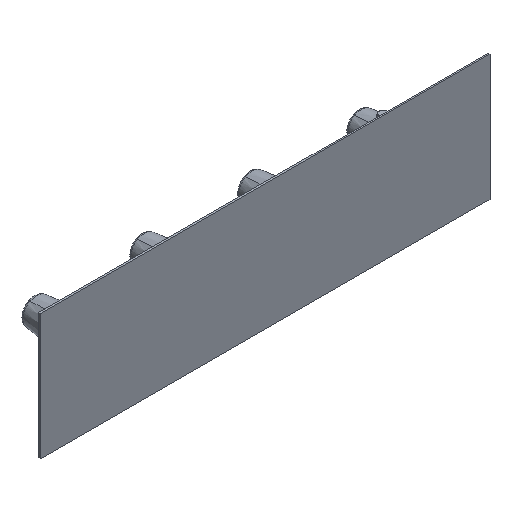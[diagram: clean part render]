
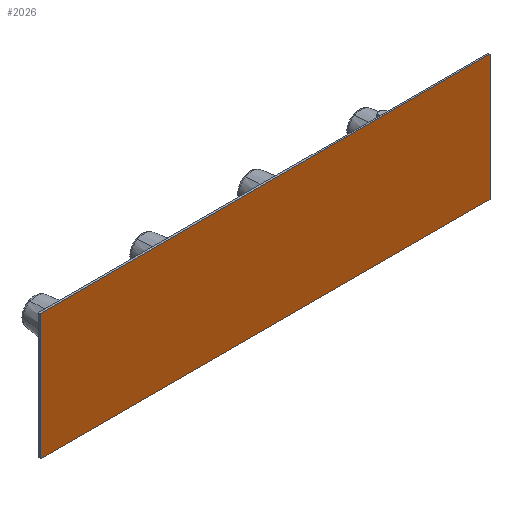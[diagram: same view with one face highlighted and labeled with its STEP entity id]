
A CAD part, isometric view. The second image highlights one B-rep face of the part: STEP entity #2026.
In plain terms, the highlighted planar face has unit normal (0, -1, 0).
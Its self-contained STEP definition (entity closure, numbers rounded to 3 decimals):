
#1421=CARTESIAN_POINT('Vertex',(70.,57.,-70.)) ;
#1424=CARTESIAN_POINT('Line Origine',(-180.,57.,-70.)) ;
#1428=CARTESIAN_POINT('Vertex',(-430.,57.,-70.)) ;
#1452=CARTESIAN_POINT('Vertex',(70.,57.,70.)) ;
#1455=CARTESIAN_POINT('Line Origine',(70.,57.,0.)) ;
#1472=CARTESIAN_POINT('Line Origine',(-180.,57.,70.)) ;
#1476=CARTESIAN_POINT('Vertex',(-430.,57.,70.)) ;
#2010=CARTESIAN_POINT('Axis2P3D Location',(-190.,57.,-70.)) ;
#2015=CARTESIAN_POINT('Line Origine',(-430.,57.,0.)) ;
#1425=DIRECTION('Vector Direction',(1.,0.,0.)) ;
#1456=DIRECTION('Vector Direction',(0.,0.,1.)) ;
#1473=DIRECTION('Vector Direction',(-1.,0.,0.)) ;
#2011=DIRECTION('Axis2P3D Direction',(0.,-1.,0.)) ;
#2012=DIRECTION('Axis2P3D XDirection',(1.,0.,0.)) ;
#2016=DIRECTION('Vector Direction',(0.,0.,-1.)) ;
#2013=AXIS2_PLACEMENT_3D('Plane Axis2P3D',#2010,#2011,#2012) ;
#2021=ORIENTED_EDGE('',*,*,#1478,.T.) ;
#2022=ORIENTED_EDGE('',*,*,#2019,.T.) ;
#2023=ORIENTED_EDGE('',*,*,#1430,.T.) ;
#2024=ORIENTED_EDGE('',*,*,#1459,.T.) ;
#1426=VECTOR('Line Direction',#1425,1.) ;
#1457=VECTOR('Line Direction',#1456,1.) ;
#1474=VECTOR('Line Direction',#1473,1.) ;
#2017=VECTOR('Line Direction',#2016,1.) ;
#2026=ADVANCED_FACE('PartBody',(#2025),#2014,.T.) ;
#1430=EDGE_CURVE('',#1429,#1422,#1427,.T.) ;
#1459=EDGE_CURVE('',#1422,#1453,#1458,.T.) ;
#1478=EDGE_CURVE('',#1453,#1477,#1475,.T.) ;
#2019=EDGE_CURVE('',#1477,#1429,#2018,.T.) ;
#2020=EDGE_LOOP('',(#2021,#2022,#2023,#2024)) ;
#2025=FACE_OUTER_BOUND('',#2020,.T.) ;
#1427=LINE('Line',#1424,#1426) ;
#1458=LINE('Line',#1455,#1457) ;
#1475=LINE('Line',#1472,#1474) ;
#2018=LINE('Line',#2015,#2017) ;
#2014=PLANE('',#2013) ;
#1422=VERTEX_POINT('',#1421) ;
#1429=VERTEX_POINT('',#1428) ;
#1453=VERTEX_POINT('',#1452) ;
#1477=VERTEX_POINT('',#1476) ;
